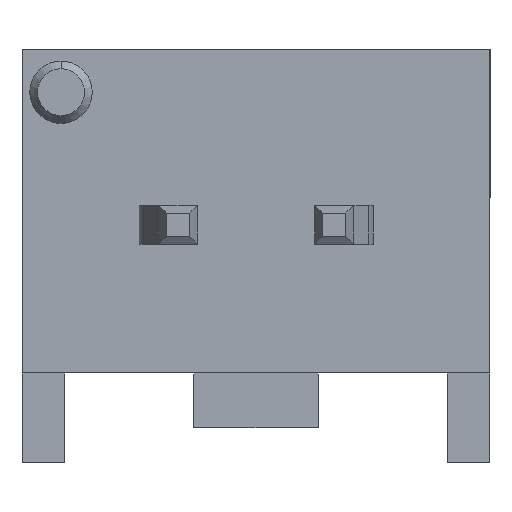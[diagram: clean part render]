
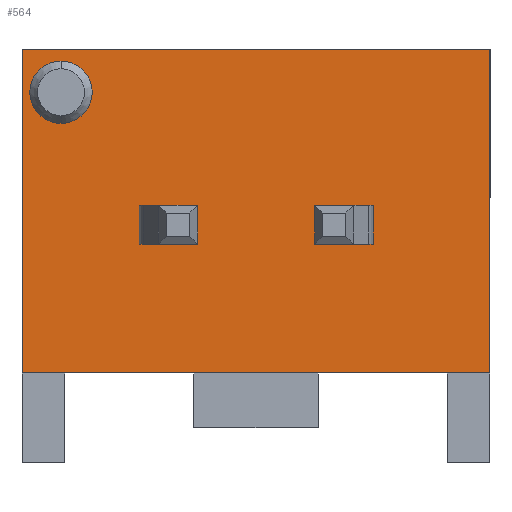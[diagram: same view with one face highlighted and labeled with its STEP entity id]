
A CAD part, front view. The second image highlights one B-rep face of the part: STEP entity #564.
In plain terms, the highlighted planar face has unit normal (0, -1, 0).
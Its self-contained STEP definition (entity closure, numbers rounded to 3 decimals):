
#6 = VERTEX_POINT ( 'NONE', #912 ) ;
#64 = CARTESIAN_POINT ( 'NONE',  ( -2.5, 0., 2.1 ) ) ;
#77 = DIRECTION ( 'NONE',  ( 0., 1., 0. ) ) ;
#133 = DIRECTION ( 'NONE',  ( -1., 0., 0. ) ) ;
#190 = AXIS2_PLACEMENT_3D ( 'NONE', #248, #1973, #1771 ) ;
#224 = EDGE_CURVE ( 'NONE', #332, #2098, #1143, .T. ) ;
#248 = CARTESIAN_POINT ( 'NONE',  ( 0., 0., 0. ) ) ;
#252 = ORIENTED_EDGE ( 'NONE', *, *, #2167, .F. ) ;
#259 = CARTESIAN_POINT ( 'NONE',  ( -3., 0., -1.5 ) ) ;
#278 = FACE_BOUND ( 'NONE', #1920, .T. ) ;
#282 = DIRECTION ( 'NONE',  ( 0., 1., 0. ) ) ;
#332 = VERTEX_POINT ( 'NONE', #1301 ) ;
#345 = VECTOR ( 'NONE', #579, 1000. ) ;
#353 = VECTOR ( 'NONE', #1980, 1000. ) ;
#381 = ORIENTED_EDGE ( 'NONE', *, *, #696, .F. ) ;
#385 = EDGE_CURVE ( 'NONE', #1435, #332, #1676, .T. ) ;
#393 = CIRCLE ( 'NONE', #788, 0.4 ) ;
#544 = VECTOR ( 'NONE', #2244, 1000. ) ;
#564 = ADVANCED_FACE ( 'NONE', ( #278, #677 ), #1430, .F. ) ;
#579 = DIRECTION ( 'NONE',  ( 0., 0., 1. ) ) ;
#628 = VERTEX_POINT ( 'NONE', #764 ) ;
#661 = CARTESIAN_POINT ( 'NONE',  ( 3., 0., 2.65 ) ) ;
#677 = FACE_OUTER_BOUND ( 'NONE', #2231, .T. ) ;
#696 = EDGE_CURVE ( 'NONE', #628, #1435, #1968, .T. ) ;
#764 = CARTESIAN_POINT ( 'NONE',  ( 3., 0., -1.5 ) ) ;
#788 = AXIS2_PLACEMENT_3D ( 'NONE', #64, #77, #2307 ) ;
#912 = CARTESIAN_POINT ( 'NONE',  ( -2.5, 0., 1.7 ) ) ;
#933 = CARTESIAN_POINT ( 'NONE',  ( 3., 0., 2.65 ) ) ;
#970 = VECTOR ( 'NONE', #133, 1000. ) ;
#1143 = LINE ( 'NONE', #933, #544 ) ;
#1268 = VERTEX_POINT ( 'NONE', #1327 ) ;
#1301 = CARTESIAN_POINT ( 'NONE',  ( -3., 0., 2.65 ) ) ;
#1327 = CARTESIAN_POINT ( 'NONE',  ( -2.5, 0., 2.5 ) ) ;
#1393 = EDGE_CURVE ( 'NONE', #1268, #6, #1531, .T. ) ;
#1423 = EDGE_CURVE ( 'NONE', #6, #1268, #393, .T. ) ;
#1430 = PLANE ( 'NONE',  #190 ) ;
#1435 = VERTEX_POINT ( 'NONE', #259 ) ;
#1531 = CIRCLE ( 'NONE', #1880, 0.4 ) ;
#1576 = ORIENTED_EDGE ( 'NONE', *, *, #1393, .T. ) ;
#1611 = CARTESIAN_POINT ( 'NONE',  ( 3., 0., 2.65 ) ) ;
#1616 = ORIENTED_EDGE ( 'NONE', *, *, #1423, .T. ) ;
#1676 = LINE ( 'NONE', #2249, #345 ) ;
#1689 = ORIENTED_EDGE ( 'NONE', *, *, #224, .F. ) ;
#1771 = DIRECTION ( 'NONE',  ( 0., 0., 1. ) ) ;
#1775 = DIRECTION ( 'NONE',  ( 0., 0., 1. ) ) ;
#1803 = CARTESIAN_POINT ( 'NONE',  ( -3., 0., -1.5 ) ) ;
#1809 = LINE ( 'NONE', #1611, #353 ) ;
#1880 = AXIS2_PLACEMENT_3D ( 'NONE', #1961, #282, #1775 ) ;
#1920 = EDGE_LOOP ( 'NONE', ( #1576, #1616 ) ) ;
#1961 = CARTESIAN_POINT ( 'NONE',  ( -2.5, 0., 2.1 ) ) ;
#1968 = LINE ( 'NONE', #1803, #970 ) ;
#1973 = DIRECTION ( 'NONE',  ( 0., 1., 0. ) ) ;
#1980 = DIRECTION ( 'NONE',  ( 0., 0., -1. ) ) ;
#2098 = VERTEX_POINT ( 'NONE', #661 ) ;
#2167 = EDGE_CURVE ( 'NONE', #2098, #628, #1809, .T. ) ;
#2231 = EDGE_LOOP ( 'NONE', ( #2391, #381, #252, #1689 ) ) ;
#2244 = DIRECTION ( 'NONE',  ( 1., 0., 0. ) ) ;
#2249 = CARTESIAN_POINT ( 'NONE',  ( -3., 0., 2.65 ) ) ;
#2307 = DIRECTION ( 'NONE',  ( 0., 0., 1. ) ) ;
#2391 = ORIENTED_EDGE ( 'NONE', *, *, #385, .F. ) ;
